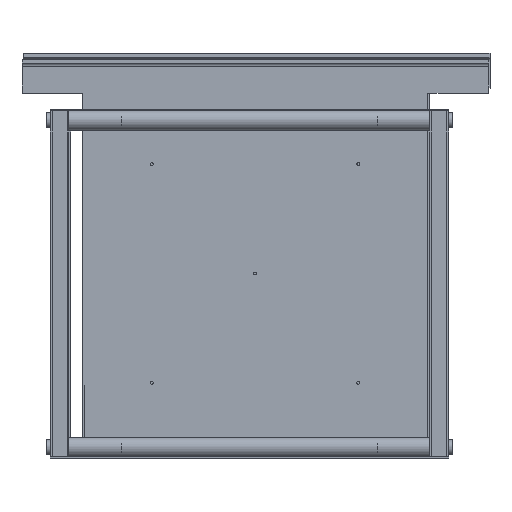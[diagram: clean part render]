
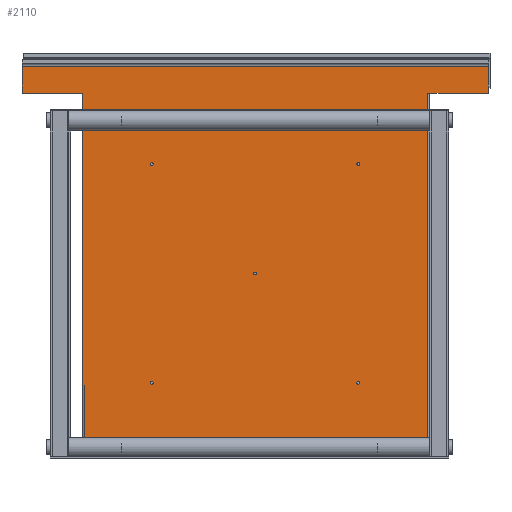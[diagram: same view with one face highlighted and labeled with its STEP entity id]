
A CAD part, front view. The second image highlights one B-rep face of the part: STEP entity #2110.
In plain terms, the highlighted planar face has unit normal (0, -1, 0).
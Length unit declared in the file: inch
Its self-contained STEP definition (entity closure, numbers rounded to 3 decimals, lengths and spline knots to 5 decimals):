
#253=LINE('',#3520,#443);
#254=LINE('',#3522,#444);
#255=LINE('',#3524,#445);
#256=LINE('',#3526,#446);
#257=LINE('',#3528,#447);
#258=LINE('',#3530,#448);
#259=LINE('',#3532,#449);
#260=LINE('',#3533,#450);
#443=VECTOR('',#2913,24.188);
#444=VECTOR('',#2914,23.);
#445=VECTOR('',#2915,24.188);
#446=VECTOR('',#2916,4.);
#447=VECTOR('',#2917,1.75);
#448=VECTOR('',#2918,31.);
#449=VECTOR('',#2919,1.75);
#450=VECTOR('',#2920,4.);
#592=FACE_BOUND('',#872,.T.);
#593=FACE_BOUND('',#873,.T.);
#594=FACE_BOUND('',#874,.T.);
#595=FACE_BOUND('',#875,.T.);
#596=FACE_BOUND('',#876,.T.);
#597=FACE_BOUND('',#877,.T.);
#598=FACE_BOUND('',#878,.T.);
#599=FACE_BOUND('',#879,.T.);
#600=FACE_BOUND('',#880,.T.);
#712=FACE_OUTER_BOUND('',#871,.T.);
#871=EDGE_LOOP('',(#1811,#1812,#1813,#1814,#1815,#1816,#1817,#1818));
#872=EDGE_LOOP('',(#1819));
#873=EDGE_LOOP('',(#1820));
#874=EDGE_LOOP('',(#1821));
#875=EDGE_LOOP('',(#1822));
#876=EDGE_LOOP('',(#1823));
#877=EDGE_LOOP('',(#1824));
#878=EDGE_LOOP('',(#1825));
#879=EDGE_LOOP('',(#1826));
#880=EDGE_LOOP('',(#1827));
#967=CIRCLE('',#2383,0.125);
#968=CIRCLE('',#2384,0.125);
#969=CIRCLE('',#2385,0.125);
#970=CIRCLE('',#2386,0.125);
#971=CIRCLE('',#2387,0.0955);
#972=CIRCLE('',#2388,0.0955);
#973=CIRCLE('',#2389,0.0955);
#974=CIRCLE('',#2390,0.0955);
#975=CIRCLE('',#2391,0.0955);
#1123=VERTEX_POINT('',#3518);
#1124=VERTEX_POINT('',#3519);
#1125=VERTEX_POINT('',#3521);
#1126=VERTEX_POINT('',#3523);
#1127=VERTEX_POINT('',#3525);
#1128=VERTEX_POINT('',#3527);
#1129=VERTEX_POINT('',#3529);
#1130=VERTEX_POINT('',#3531);
#1131=VERTEX_POINT('',#3534);
#1132=VERTEX_POINT('',#3536);
#1133=VERTEX_POINT('',#3538);
#1134=VERTEX_POINT('',#3540);
#1135=VERTEX_POINT('',#3542);
#1136=VERTEX_POINT('',#3544);
#1137=VERTEX_POINT('',#3546);
#1138=VERTEX_POINT('',#3548);
#1139=VERTEX_POINT('',#3550);
#1361=EDGE_CURVE('',#1123,#1124,#253,.T.);
#1362=EDGE_CURVE('',#1124,#1125,#254,.T.);
#1363=EDGE_CURVE('',#1125,#1126,#255,.T.);
#1364=EDGE_CURVE('',#1126,#1127,#256,.T.);
#1365=EDGE_CURVE('',#1127,#1128,#257,.T.);
#1366=EDGE_CURVE('',#1128,#1129,#258,.T.);
#1367=EDGE_CURVE('',#1129,#1130,#259,.T.);
#1368=EDGE_CURVE('',#1130,#1123,#260,.T.);
#1369=EDGE_CURVE('',#1131,#1131,#967,.T.);
#1370=EDGE_CURVE('',#1132,#1132,#968,.T.);
#1371=EDGE_CURVE('',#1133,#1133,#969,.T.);
#1372=EDGE_CURVE('',#1134,#1134,#970,.T.);
#1373=EDGE_CURVE('',#1135,#1135,#971,.T.);
#1374=EDGE_CURVE('',#1136,#1136,#972,.T.);
#1375=EDGE_CURVE('',#1137,#1137,#973,.T.);
#1376=EDGE_CURVE('',#1138,#1138,#974,.T.);
#1377=EDGE_CURVE('',#1139,#1139,#975,.T.);
#1811=ORIENTED_EDGE('',*,*,#1361,.T.);
#1812=ORIENTED_EDGE('',*,*,#1362,.T.);
#1813=ORIENTED_EDGE('',*,*,#1363,.T.);
#1814=ORIENTED_EDGE('',*,*,#1364,.T.);
#1815=ORIENTED_EDGE('',*,*,#1365,.T.);
#1816=ORIENTED_EDGE('',*,*,#1366,.T.);
#1817=ORIENTED_EDGE('',*,*,#1367,.T.);
#1818=ORIENTED_EDGE('',*,*,#1368,.T.);
#1819=ORIENTED_EDGE('',*,*,#1369,.F.);
#1820=ORIENTED_EDGE('',*,*,#1370,.F.);
#1821=ORIENTED_EDGE('',*,*,#1371,.F.);
#1822=ORIENTED_EDGE('',*,*,#1372,.F.);
#1823=ORIENTED_EDGE('',*,*,#1373,.F.);
#1824=ORIENTED_EDGE('',*,*,#1374,.F.);
#1825=ORIENTED_EDGE('',*,*,#1375,.F.);
#1826=ORIENTED_EDGE('',*,*,#1376,.F.);
#1827=ORIENTED_EDGE('',*,*,#1377,.F.);
#2001=PLANE('',#2382);
#2110=ADVANCED_FACE('',(#712,#592,#593,#594,#595,#596,#597,#598,#599,#600),
#2001,.F.);
#2382=AXIS2_PLACEMENT_3D('',#3517,#2911,#2912);
#2383=AXIS2_PLACEMENT_3D('',#3535,#2921,#2922);
#2384=AXIS2_PLACEMENT_3D('',#3537,#2923,#2924);
#2385=AXIS2_PLACEMENT_3D('',#3539,#2925,#2926);
#2386=AXIS2_PLACEMENT_3D('',#3541,#2927,#2928);
#2387=AXIS2_PLACEMENT_3D('',#3543,#2929,#2930);
#2388=AXIS2_PLACEMENT_3D('',#3545,#2931,#2932);
#2389=AXIS2_PLACEMENT_3D('',#3547,#2933,#2934);
#2390=AXIS2_PLACEMENT_3D('',#3549,#2935,#2936);
#2391=AXIS2_PLACEMENT_3D('',#3551,#2937,#2938);
#2911=DIRECTION('center_axis',(0.,1.,0.));
#2912=DIRECTION('ref_axis',(1.,0.,0.));
#2913=DIRECTION('',(0.,0.,-1.));
#2914=DIRECTION('',(1.,0.,0.));
#2915=DIRECTION('',(0.,0.,1.));
#2916=DIRECTION('',(1.,0.,0.));
#2917=DIRECTION('',(0.,0.,1.));
#2918=DIRECTION('',(-1.,0.,0.));
#2919=DIRECTION('',(0.,0.,-1.));
#2920=DIRECTION('',(1.,0.,0.));
#2921=DIRECTION('center_axis',(0.,-1.,0.));
#2922=DIRECTION('ref_axis',(1.,0.,0.));
#2923=DIRECTION('center_axis',(0.,-1.,0.));
#2924=DIRECTION('ref_axis',(1.,0.,0.));
#2925=DIRECTION('center_axis',(0.,-1.,0.));
#2926=DIRECTION('ref_axis',(1.,0.,0.));
#2927=DIRECTION('center_axis',(0.,-1.,0.));
#2928=DIRECTION('ref_axis',(1.,0.,0.));
#2929=DIRECTION('center_axis',(0.,-1.,0.));
#2930=DIRECTION('ref_axis',(0.,0.,-1.));
#2931=DIRECTION('center_axis',(0.,-1.,0.));
#2932=DIRECTION('ref_axis',(0.,0.,-1.));
#2933=DIRECTION('center_axis',(0.,-1.,0.));
#2934=DIRECTION('ref_axis',(0.,0.,-1.));
#2935=DIRECTION('center_axis',(0.,-1.,0.));
#2936=DIRECTION('ref_axis',(0.,0.,-1.));
#2937=DIRECTION('center_axis',(0.,-1.,0.));
#2938=DIRECTION('ref_axis',(0.,0.,-1.));
#3517=CARTESIAN_POINT('Origin',(0.,0.,0.));
#3518=CARTESIAN_POINT('',(-11.5,0.,24.188));
#3519=CARTESIAN_POINT('',(-11.5,0.,0.));
#3520=CARTESIAN_POINT('',(-11.5,0.,24.188));
#3521=CARTESIAN_POINT('',(11.5,0.,0.));
#3522=CARTESIAN_POINT('',(-11.5,0.,0.));
#3523=CARTESIAN_POINT('',(11.5,0.,24.188));
#3524=CARTESIAN_POINT('',(11.5,0.,0.));
#3525=CARTESIAN_POINT('',(15.5,0.,24.188));
#3526=CARTESIAN_POINT('',(11.5,0.,24.188));
#3527=CARTESIAN_POINT('',(15.5,0.,25.938));
#3528=CARTESIAN_POINT('',(15.5,0.,24.188));
#3529=CARTESIAN_POINT('',(-15.5,0.,25.938));
#3530=CARTESIAN_POINT('',(15.5,0.,25.938));
#3531=CARTESIAN_POINT('',(-15.5,0.,24.188));
#3532=CARTESIAN_POINT('',(-15.5,0.,25.938));
#3533=CARTESIAN_POINT('',(-15.5,0.,24.188));
#3534=CARTESIAN_POINT('',(-10.375,0.,0.625));
#3535=CARTESIAN_POINT('Origin',(-10.5,0.,0.625));
#3536=CARTESIAN_POINT('',(-3.375,0.,0.625));
#3537=CARTESIAN_POINT('Origin',(-3.5,0.,0.625));
#3538=CARTESIAN_POINT('',(3.625,0.,0.625));
#3539=CARTESIAN_POINT('Origin',(3.5,0.,0.625));
#3540=CARTESIAN_POINT('',(10.625,0.,0.625));
#3541=CARTESIAN_POINT('Origin',(10.5,0.,0.625));
#3542=CARTESIAN_POINT('',(0.,0.,12.0925));
#3543=CARTESIAN_POINT('Origin',(0.,0.,12.188));
#3544=CARTESIAN_POINT('',(-6.8628,0.,4.81913));
#3545=CARTESIAN_POINT('Origin',(-6.8628,0.,4.91463));
#3546=CARTESIAN_POINT('',(6.8628,0.,19.36587));
#3547=CARTESIAN_POINT('Origin',(6.8628,0.,19.46137));
#3548=CARTESIAN_POINT('',(6.8628,0.,4.81913));
#3549=CARTESIAN_POINT('Origin',(6.8628,0.,4.91463));
#3550=CARTESIAN_POINT('',(-6.8628,0.,19.36587));
#3551=CARTESIAN_POINT('Origin',(-6.8628,0.,19.46137));
